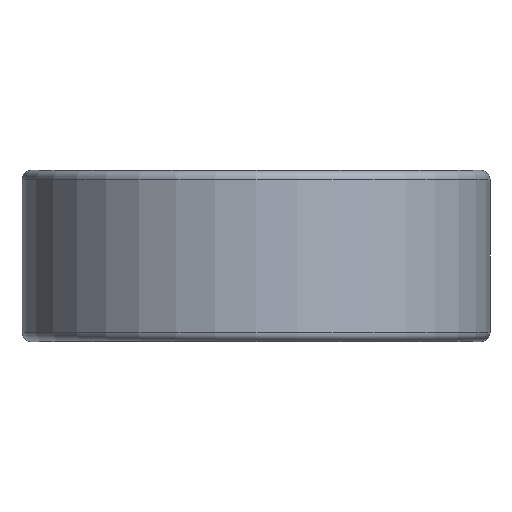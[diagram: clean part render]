
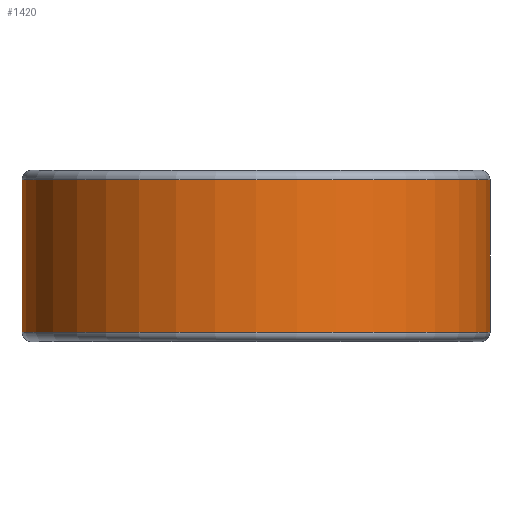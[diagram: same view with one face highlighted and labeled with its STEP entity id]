
A CAD part, front view. The second image highlights one B-rep face of the part: STEP entity #1420.
In plain terms, the highlighted cylindrical face has radius 19.444 mm (diameter 38.887 mm), a partial arc.
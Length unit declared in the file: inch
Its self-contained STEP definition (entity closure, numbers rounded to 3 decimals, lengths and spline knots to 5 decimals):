
#15 = EDGE_LOOP ( 'NONE', ( #2354, #2503, #2100, #699 ) ) ;
#92 = VERTEX_POINT ( 'NONE', #1862 ) ;
#129 = CARTESIAN_POINT ( 'NONE',  ( -0.078, -1.812, 0.25 ) ) ;
#156 = EDGE_CURVE ( 'NONE', #1327, #1924, #1289, .T. ) ;
#166 = EDGE_CURVE ( 'NONE', #92, #1924, #1024, .T. ) ;
#227 = DIRECTION ( 'NONE',  ( 0., 0., 1. ) ) ;
#376 = DIRECTION ( 'NONE',  ( 1., 0., 0. ) ) ;
#414 = EDGE_CURVE ( 'NONE', #1458, #92, #2504, .T. ) ;
#423 = FACE_OUTER_BOUND ( 'NONE', #15, .T. ) ;
#498 = AXIS2_PLACEMENT_3D ( 'NONE', #979, #762, #786 ) ;
#699 = ORIENTED_EDGE ( 'NONE', *, *, #2560, .T. ) ;
#762 = DIRECTION ( 'NONE',  ( 0., 0., 1. ) ) ;
#783 = AXIS2_PLACEMENT_3D ( 'NONE', #1816, #1807, #376 ) ;
#786 = DIRECTION ( 'NONE',  ( 1., 0., 0. ) ) ;
#919 = VECTOR ( 'NONE', #2434, 39.37008 ) ;
#942 = CARTESIAN_POINT ( 'NONE',  ( 1.453, -1.812, 0.25 ) ) ;
#979 = CARTESIAN_POINT ( 'NONE',  ( 0.6875, -1.812, 0. ) ) ;
#1024 = LINE ( 'NONE', #2016, #919 ) ;
#1038 = DIRECTION ( 'NONE',  ( 0., 0., -1. ) ) ;
#1201 = CARTESIAN_POINT ( 'NONE',  ( -0.078, -1.812, -0.25 ) ) ;
#1289 = CIRCLE ( 'NONE', #783, 0.7655 ) ;
#1327 = VERTEX_POINT ( 'NONE', #129 ) ;
#1380 = CYLINDRICAL_SURFACE ( 'NONE', #498, 0.7655 ) ;
#1420 = ADVANCED_FACE ( 'NONE', ( #423 ), #1380, .T. ) ;
#1458 = VERTEX_POINT ( 'NONE', #1201 ) ;
#1460 = CARTESIAN_POINT ( 'NONE',  ( 0.6875, -1.812, -0.25 ) ) ;
#1544 = VECTOR ( 'NONE', #1038, 39.37008 ) ;
#1671 = DIRECTION ( 'NONE',  ( 1., 0., 0. ) ) ;
#1807 = DIRECTION ( 'NONE',  ( 0., 0., 1. ) ) ;
#1816 = CARTESIAN_POINT ( 'NONE',  ( 0.6875, -1.812, 0.25 ) ) ;
#1862 = CARTESIAN_POINT ( 'NONE',  ( 1.453, -1.812, -0.25 ) ) ;
#1924 = VERTEX_POINT ( 'NONE', #942 ) ;
#2016 = CARTESIAN_POINT ( 'NONE',  ( 1.453, -1.812, 0. ) ) ;
#2053 = LINE ( 'NONE', #2474, #1544 ) ;
#2100 = ORIENTED_EDGE ( 'NONE', *, *, #156, .F. ) ;
#2242 = AXIS2_PLACEMENT_3D ( 'NONE', #1460, #227, #1671 ) ;
#2354 = ORIENTED_EDGE ( 'NONE', *, *, #414, .T. ) ;
#2434 = DIRECTION ( 'NONE',  ( 0., 0., 1. ) ) ;
#2474 = CARTESIAN_POINT ( 'NONE',  ( -0.078, -1.812, 0.25 ) ) ;
#2503 = ORIENTED_EDGE ( 'NONE', *, *, #166, .T. ) ;
#2504 = CIRCLE ( 'NONE', #2242, 0.7655 ) ;
#2560 = EDGE_CURVE ( 'NONE', #1327, #1458, #2053, .T. ) ;
